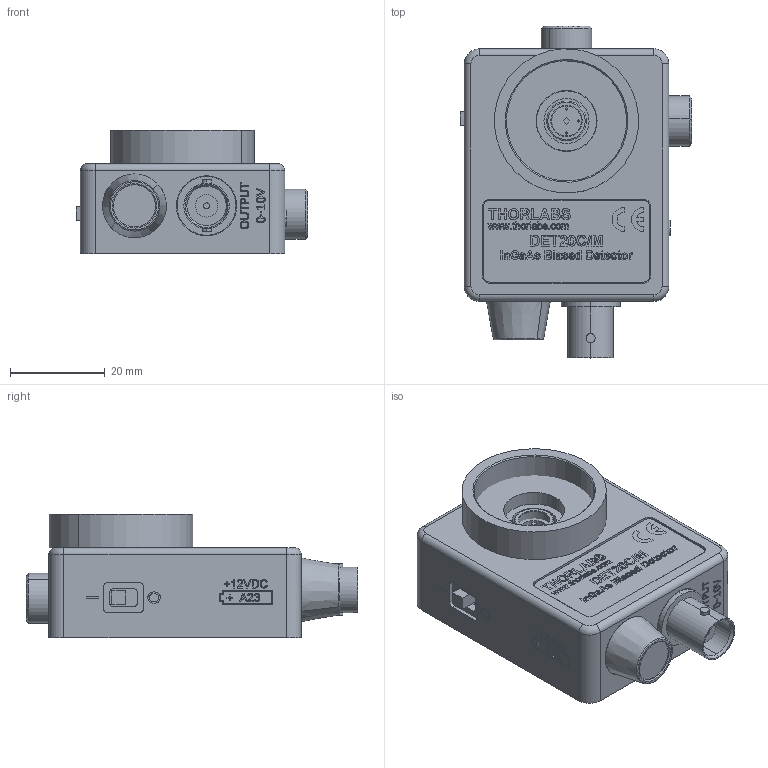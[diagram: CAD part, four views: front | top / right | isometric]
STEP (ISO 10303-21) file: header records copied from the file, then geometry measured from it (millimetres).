
FILE_DESCRIPTION (( 'STEP AP214' ), '1' );
FILE_NAME ('23158-E0W.STEP', '2012-03-23T13:29:14', ( 'Admin' ), ( '' ), 'SwSTEP 2.0', 'SolidWorks 2011', '' );
FILE_SCHEMA (( 'AUTOMOTIVE_DESIGN' ));
Length unit declared in the file: millimetre
Products named in the file (1): 23158-E0W
Bounding box: 48.83 x 70.12 x 26.16 mm (x, y, z)
Volume: 22364.8 mm3; surface area: 26273.3 mm2
Topology: 14 solids, 14 shells, 1920 faces, 5040 edges, 3323 vertices
Faces by surface type: plane 1058, bspline 516, cylinder 272, cone 52, torus 22
Entity records: 104807 total; most frequent: CARTESIAN_POINT 39075, ORIENTED_EDGE 10052, DIRECTION 7428, EDGE_CURVE 5026, VECTOR 3356, LINE 3356, VERTEX_POINT 3323, EDGE_LOOP 2159
